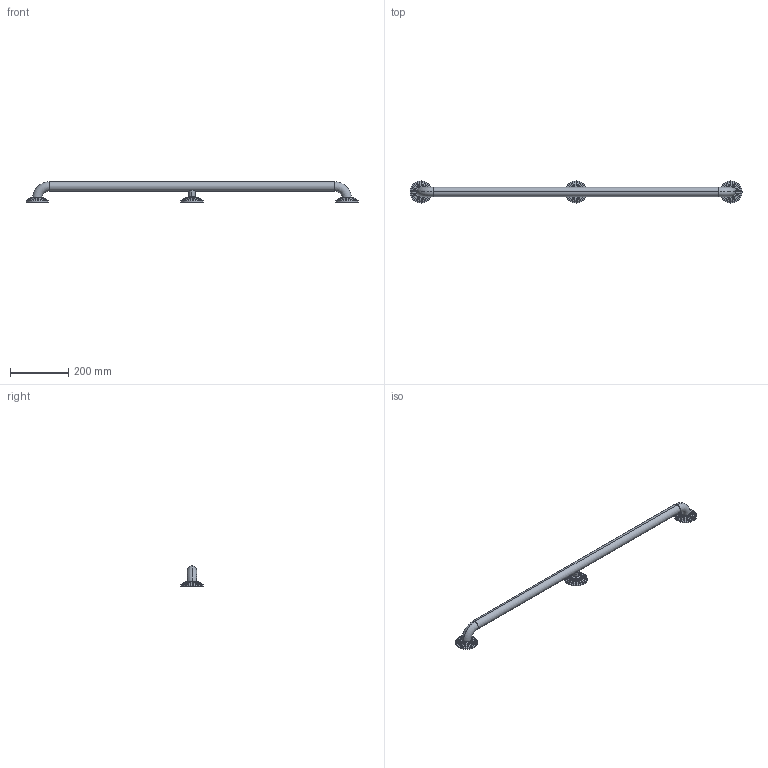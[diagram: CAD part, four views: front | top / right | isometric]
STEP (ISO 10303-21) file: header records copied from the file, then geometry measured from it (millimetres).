
FILE_DESCRIPTION((''),'2;1');
FILE_NAME('920-3942_ASM','2017-07-18T',('rsmith'),(''),'PRO/ENGINEER BY PARAMETRIC TECHNOLOGY CORPORATION, 2013150','PRO/ENGINEER BY PARAMETRIC TECHNOLOGY CORPORATION, 2013150','');
FILE_SCHEMA(('CONFIG_CONTROL_DESIGN'));
Length unit declared in the file: inch
Products named in the file (11): 1995; 20-287_ASM; 80532_THREADS; 50869; 7-727_ASM; 80542; 92385; 92384; 5086_ASM; 1172; 920-3942_ASM
Assembly tree (15 placements, depth 4):
  920-3942_ASM
    20-287_ASM  x3
      1995
    5086_ASM
      7-727_ASM
        80532_THREADS
        50869  x2
      80542
      92385
      92384
    1172  x3
Bounding box: 1143 x 76.2 x 69.86 mm (x, y, z)
Volume: 267297.7 mm3; surface area: 433612.3 mm2
Topology: 12 solids, 29 shells, 1144 faces, 3012 edges, 1954 vertices
Faces by surface type: cylinder 367, plane 254, bspline 197, torus 145, extrusion 141, cone 40
Entity records: 37425 total; most frequent: CARTESIAN_POINT 25217, ORIENTED_EDGE 2716, DIRECTION 2018, EDGE_CURVE 1388, VERTEX_POINT 897, AXIS2_PLACEMENT_3D 763, B_SPLINE_CURVE_WITH_KNOTS 656, EDGE_LOOP 580
